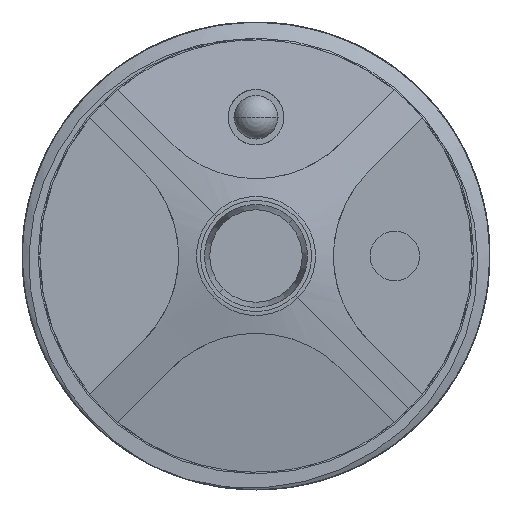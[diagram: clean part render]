
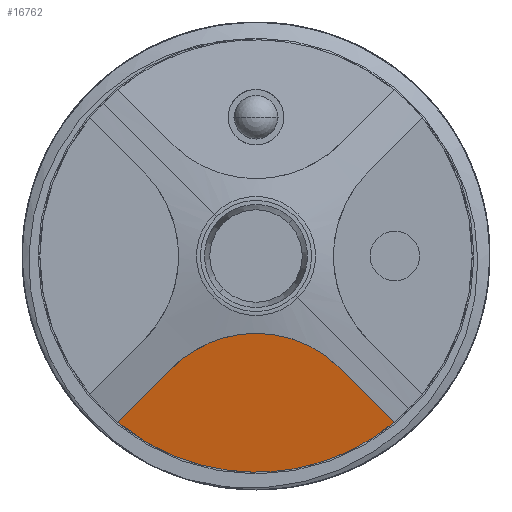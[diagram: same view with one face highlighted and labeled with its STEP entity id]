
A CAD part, left-side view. The second image highlights one B-rep face of the part: STEP entity #16762.
In plain terms, the highlighted face is planar.
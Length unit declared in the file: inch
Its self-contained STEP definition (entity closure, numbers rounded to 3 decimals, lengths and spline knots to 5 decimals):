
#15403=DIRECTION('',(0.,-0.992,0.124));
#15404=VECTOR('',#15403,0.19419);
#15405=CARTESIAN_POINT('',(0.05,0.5427,0.07013));
#15406=LINE('',#15405,#15404);
#15407=CARTESIAN_POINT('',(0.5427,0.05,0.07013));
#15408=CARTESIAN_POINT('',(0.53924,0.08759,
0.06588));
#15409=CARTESIAN_POINT('',(0.52533,0.15581,
0.05911));
#15410=CARTESIAN_POINT('',(0.47851,0.27322,
0.05031));
#15411=CARTESIAN_POINT('',(0.39171,0.39171,
0.04635));
#15412=CARTESIAN_POINT('',(0.27322,0.47851,
0.05031));
#15413=CARTESIAN_POINT('',(0.15581,0.52533,
0.05911));
#15414=CARTESIAN_POINT('',(0.08759,0.53924,
0.06588));
#15415=CARTESIAN_POINT('',(0.05,0.5427,0.07013));
#15417=DIRECTION('',(0.992,0.,-0.124));
#15418=VECTOR('',#15417,0.19419);
#15419=CARTESIAN_POINT('',(0.35,0.05,0.09416));
#15420=LINE('',#15419,#15418);
#15421=CARTESIAN_POINT('',(0.05,0.35,0.09416));
#15422=CARTESIAN_POINT('',(0.05,0.325,0.09728));
#15423=CARTESIAN_POINT('',(0.05591,0.28091,
0.10204));
#15424=CARTESIAN_POINT('',(0.0817,0.2067,
0.10807));
#15425=CARTESIAN_POINT('',(0.13364,0.13364,
0.11071));
#15426=CARTESIAN_POINT('',(0.2067,0.0817,
0.10807));
#15427=CARTESIAN_POINT('',(0.28091,0.05591,
0.10204));
#15428=CARTESIAN_POINT('',(0.325,0.05,0.09728));
#15429=CARTESIAN_POINT('',(0.35,0.05,0.09416));
#16030=VERTEX_POINT('',#15421);
#16031=VERTEX_POINT('',#15429);
#16032=CARTESIAN_POINT('',(0.05,0.5427,0.07013));
#16033=VERTEX_POINT('',#16032);
#16034=CARTESIAN_POINT('',(0.5427,0.05,0.07013));
#16035=VERTEX_POINT('',#16034);
#16749=CARTESIAN_POINT('',(0.00634,0.00634,
0.14245));
#16750=DIRECTION('',(0.123,0.123,0.985));
#16751=DIRECTION('',(0.992,-0.008,-0.123));
#16752=AXIS2_PLACEMENT_3D('',#16749,#16750,#16751);
#16753=PLANE('',#16752);
#16754=ORIENTED_EDGE('',*,*,#16742,.F.);
#16755=ORIENTED_EDGE('',*,*,#16453,.F.);
#16757=ORIENTED_EDGE('',*,*,#16756,.F.);
#16759=ORIENTED_EDGE('',*,*,#16758,.F.);
#16760=EDGE_LOOP('',(#16754,#16755,#16757,#16759));
#16761=FACE_OUTER_BOUND('',#16760,.F.);
#16762=ADVANCED_FACE('',(#16761),#16753,.T.);
#15416=B_SPLINE_CURVE_WITH_KNOTS('',3,(#15407,#15408,#15409,#15410,#15411,
#15412,#15413,#15414,#15415),.UNSPECIFIED.,.F.,.F.,(4,1,1,1,1,1,4),(0.,
0.125,0.25,0.5,0.75,0.875,1.),.UNSPECIFIED.);
#15430=B_SPLINE_CURVE_WITH_KNOTS('',3,(#15421,#15422,#15423,#15424,#15425,
#15426,#15427,#15428,#15429),.UNSPECIFIED.,.F.,.F.,(4,1,1,1,1,1,4),(0.,
0.125,0.25,0.5,0.75,0.875,1.),.UNSPECIFIED.);
#16453=EDGE_CURVE('',#16035,#16033,#15416,.T.);
#16742=EDGE_CURVE('',#16033,#16030,#15406,.T.);
#16756=EDGE_CURVE('',#16031,#16035,#15420,.T.);
#16758=EDGE_CURVE('',#16030,#16031,#15430,.T.);
